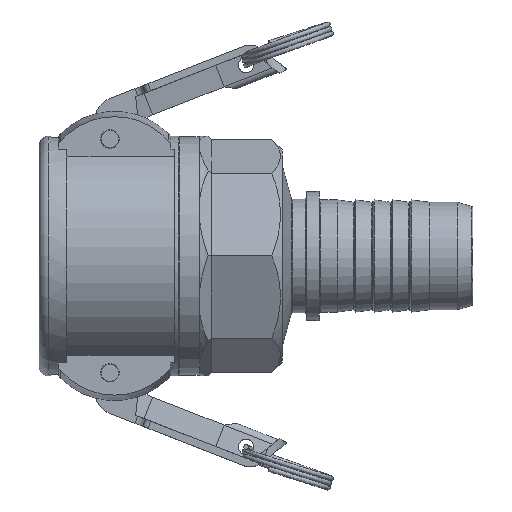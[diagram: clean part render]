
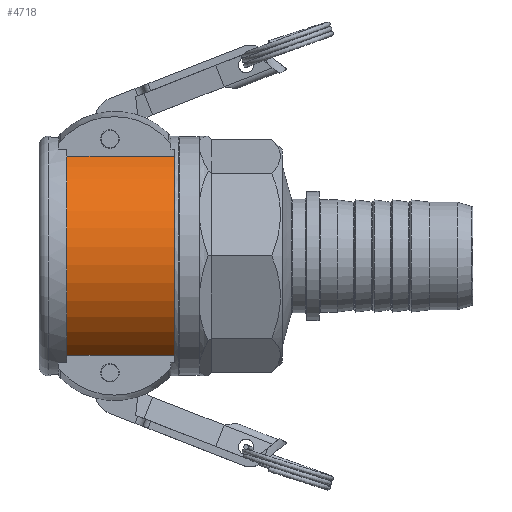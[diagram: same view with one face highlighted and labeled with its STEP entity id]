
A CAD part, top view. The second image highlights one B-rep face of the part: STEP entity #4718.
In plain terms, the highlighted cylindrical face has radius 37 mm (diameter 74 mm), a partial arc.
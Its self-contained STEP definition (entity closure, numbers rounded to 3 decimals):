
#135=CYLINDRICAL_SURFACE('',#5136,37.);
#336=LINE('',#9385,#621);
#346=LINE('',#9408,#631);
#621=VECTOR('',#6078,10.);
#631=VECTOR('',#6098,10.);
#1055=FACE_OUTER_BOUND('',#1310,.T.);
#1310=EDGE_LOOP('',(#3748,#3749,#3750,#3751));
#1539=CIRCLE('',#5135,37.);
#1540=CIRCLE('',#5137,37.);
#2039=VERTEX_POINT('',#9382);
#2040=VERTEX_POINT('',#9384);
#2047=VERTEX_POINT('',#9405);
#2048=VERTEX_POINT('',#9407);
#2635=EDGE_CURVE('',#2040,#2039,#336,.T.);
#2646=EDGE_CURVE('',#2048,#2047,#346,.T.);
#2666=EDGE_CURVE('',#2040,#2047,#1539,.T.);
#2667=EDGE_CURVE('',#2039,#2048,#1540,.T.);
#3748=ORIENTED_EDGE('',*,*,#2635,.T.);
#3749=ORIENTED_EDGE('',*,*,#2667,.T.);
#3750=ORIENTED_EDGE('',*,*,#2646,.T.);
#3751=ORIENTED_EDGE('',*,*,#2666,.F.);
#4718=ADVANCED_FACE('',(#1055),#135,.T.);
#5135=AXIS2_PLACEMENT_3D('',#9445,#6146,#6147);
#5136=AXIS2_PLACEMENT_3D('',#9446,#6148,#6149);
#5137=AXIS2_PLACEMENT_3D('',#9447,#6150,#6151);
#6078=DIRECTION('',(1.,0.,0.));
#6098=DIRECTION('',(-1.,0.,0.));
#6146=DIRECTION('center_axis',(-1.,0.,0.));
#6147=DIRECTION('ref_axis',(0.,-1.,0.));
#6148=DIRECTION('center_axis',(-1.,0.,0.));
#6149=DIRECTION('ref_axis',(0.,-1.,0.));
#6150=DIRECTION('center_axis',(-1.,0.,0.));
#6151=DIRECTION('ref_axis',(0.,-1.,0.));
#9382=CARTESIAN_POINT('',(44.,-32.326,18.));
#9384=CARTESIAN_POINT('',(9.,-32.326,18.));
#9385=CARTESIAN_POINT('',(26.5,-32.326,18.));
#9405=CARTESIAN_POINT('',(9.,32.326,18.));
#9407=CARTESIAN_POINT('',(44.,32.326,18.));
#9408=CARTESIAN_POINT('',(26.5,32.326,18.));
#9445=CARTESIAN_POINT('Origin',(9.,0.,0.));
#9446=CARTESIAN_POINT('Origin',(26.5,0.,0.));
#9447=CARTESIAN_POINT('Origin',(44.,0.,0.));
